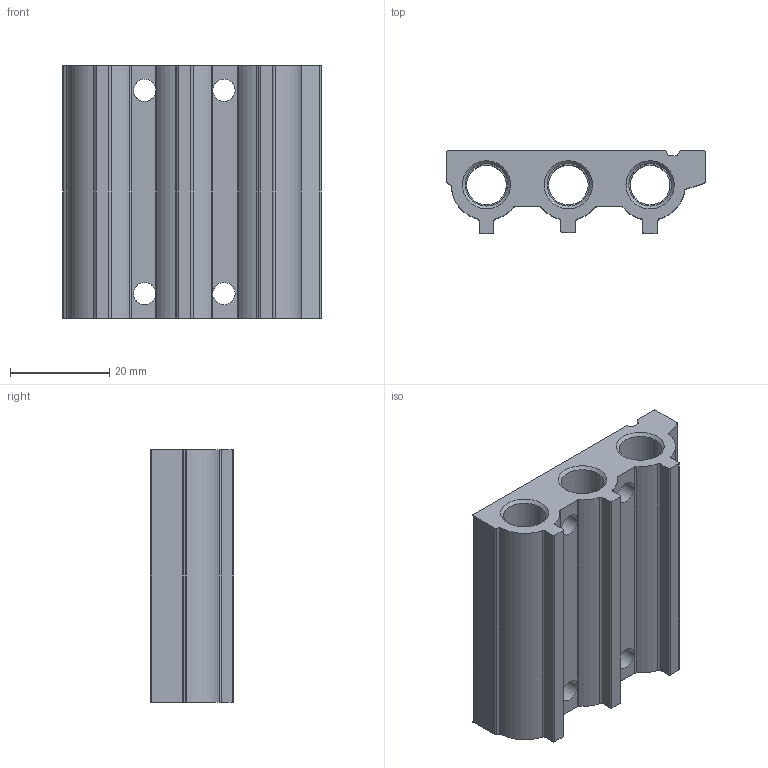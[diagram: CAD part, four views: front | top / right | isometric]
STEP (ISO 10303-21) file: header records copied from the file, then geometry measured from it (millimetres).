
FILE_DESCRIPTION(/* description */ ('STEP AP214'),/* implementation_level */ '2;1');
FILE_NAME(/* name */ '566559_VABM-L1-10S-G18-3',/* time_stamp */ '2024-09-16T01:21:17+02:00',/* author */ ('License CC BY-ND 4.0'),/* organization */ ('CADENAS'),/* preprocessor_version */ 'ST-DEVELOPER v19.3',/* originating_system */ 'PARTsolutions',/* authorisation */ ' ');
FILE_SCHEMA (('AUTOMOTIVE_DESIGN {1 0 10303 214 3 1 1}'));
Length unit declared in the file: millimetre
Products named in the file (2): 566559 VABM-L1-10S-G18-3; 566559 VABM-L1-10S-G18-3---(L1-P)
Assembly tree (1 placements, depth 2):
  566559 VABM-L1-10S-G18-3
    566559 VABM-L1-10S-G18-3---(L1-P)
Bounding box: 52.1 x 16.8 x 51 mm (x, y, z)
Volume: 22672.5 mm3; surface area: 13645.8 mm2
Topology: 1 solids, 1 shells, 179 faces, 513 edges, 335 vertices
Faces by surface type: plane 83, cylinder 72, cone 24
Full cylindrical faces by diameter (mm): 1.567 x6, 4.5 x4, 6 x9, 8 x3, 8.566 x6
Entity records: 5583 total; most frequent: CARTESIAN_POINT 1086, DIRECTION 923, ORIENTED_EDGE 854, EDGE_CURVE 427, AXIS2_PLACEMENT_3D 334, VERTEX_POINT 316, FACE_BOUND 277, EDGE_LOOP 265
